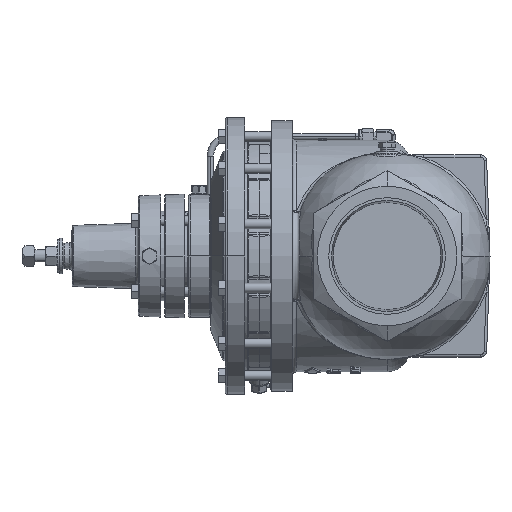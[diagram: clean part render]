
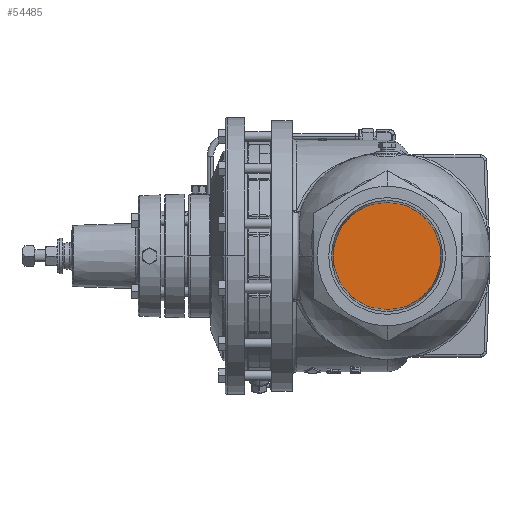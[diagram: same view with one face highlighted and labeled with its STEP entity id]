
A CAD part, left-side view. The second image highlights one B-rep face of the part: STEP entity #54485.
In plain terms, the highlighted planar face has unit normal (-1, 0, 0).
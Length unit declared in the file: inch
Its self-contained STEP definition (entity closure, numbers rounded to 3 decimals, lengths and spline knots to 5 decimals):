
#1438 = CARTESIAN_POINT ( 'NONE',  ( -5.76711, 0., -2.09139 ) ) ;
#6618 = ORIENTED_EDGE ( 'NONE', *, *, #45932, .T. ) ;
#14543 = PLANE ( 'NONE',  #103573 ) ;
#15091 = DIRECTION ( 'NONE',  ( -1., 0., 0. ) ) ;
#30207 = VERTEX_POINT ( 'NONE', #156244 ) ;
#45932 = EDGE_CURVE ( 'NONE', #131482, #30207, #72777, .T. ) ;
#49151 = CARTESIAN_POINT ( 'NONE',  ( -5.76711, 0., 0. ) ) ;
#54485 = ADVANCED_FACE ( 'NONE', ( #143112 ), #14543, .T. ) ;
#58098 = DIRECTION ( 'NONE',  ( -1., 0., 0. ) ) ;
#61592 = DIRECTION ( 'NONE',  ( 0., 0., 1. ) ) ;
#72777 = CIRCLE ( 'NONE', #148458, 2.09139 ) ;
#74241 = AXIS2_PLACEMENT_3D ( 'NONE', #132273, #58098, #144733 ) ;
#83629 = EDGE_CURVE ( 'NONE', #30207, #131482, #147656, .T. ) ;
#101750 = DIRECTION ( 'NONE',  ( 0., 0., 1. ) ) ;
#103573 = AXIS2_PLACEMENT_3D ( 'NONE', #151077, #15091, #101750 ) ;
#123180 = EDGE_LOOP ( 'NONE', ( #6618, #140216 ) ) ;
#131482 = VERTEX_POINT ( 'NONE', #1438 ) ;
#132273 = CARTESIAN_POINT ( 'NONE',  ( -5.76711, 0., 0. ) ) ;
#135765 = DIRECTION ( 'NONE',  ( -1., 0., 0. ) ) ;
#140216 = ORIENTED_EDGE ( 'NONE', *, *, #83629, .T. ) ;
#143112 = FACE_OUTER_BOUND ( 'NONE', #123180, .T. ) ;
#144733 = DIRECTION ( 'NONE',  ( 0., 0., 1. ) ) ;
#147656 = CIRCLE ( 'NONE', #74241, 2.09139 ) ;
#148458 = AXIS2_PLACEMENT_3D ( 'NONE', #49151, #135765, #61592 ) ;
#151077 = CARTESIAN_POINT ( 'NONE',  ( -5.76711, 0., 0. ) ) ;
#156244 = CARTESIAN_POINT ( 'NONE',  ( -5.76711, 0., 2.09139 ) ) ;
